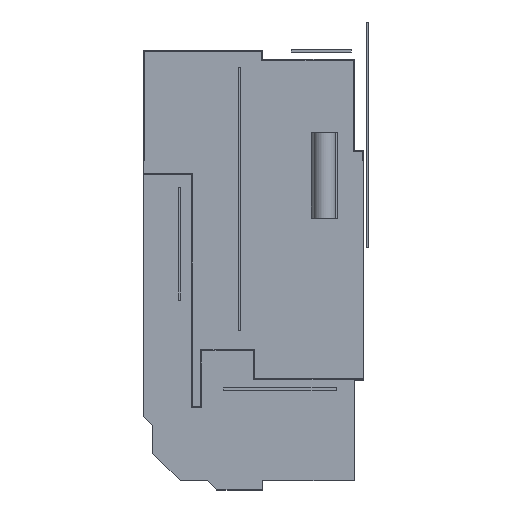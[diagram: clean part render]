
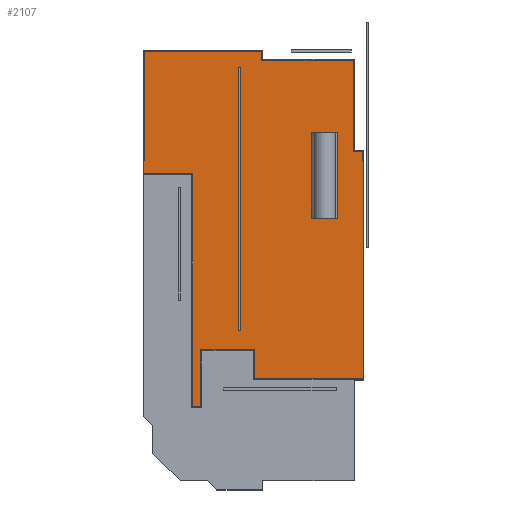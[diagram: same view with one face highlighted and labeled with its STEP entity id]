
A CAD part, top view. The second image highlights one B-rep face of the part: STEP entity #2107.
In plain terms, the highlighted planar face has unit normal (0, 0, 1).
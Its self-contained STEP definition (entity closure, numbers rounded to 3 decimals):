
#1607 = VERTEX_POINT('',#1608);
#1608 = CARTESIAN_POINT('',(13411.2,15849.6,0.));
#1625 = VERTEX_POINT('',#1626);
#1626 = CARTESIAN_POINT('',(13411.2,28041.6,0.));
#1632 = EDGE_CURVE('',#1607,#1625,#1633,.T.);
#1633 = LINE('',#1634,#1635);
#1634 = CARTESIAN_POINT('',(13411.2,15849.6,0.));
#1635 = VECTOR('',#1636,1.);
#1636 = DIRECTION('',(0.,1.,0.));
#1656 = VERTEX_POINT('',#1657);
#1657 = CARTESIAN_POINT('',(14630.4,15849.6,0.));
#1663 = EDGE_CURVE('',#1607,#1656,#1664,.T.);
#1664 = LINE('',#1665,#1666);
#1665 = CARTESIAN_POINT('',(13411.2,15849.6,0.));
#1666 = VECTOR('',#1667,1.);
#1667 = DIRECTION('',(1.,0.,0.));
#1687 = VERTEX_POINT('',#1688);
#1688 = CARTESIAN_POINT('',(14630.4,-14630.4,0.));
#1694 = EDGE_CURVE('',#1656,#1687,#1695,.T.);
#1695 = LINE('',#1696,#1697);
#1696 = CARTESIAN_POINT('',(14630.4,15849.6,0.));
#1697 = VECTOR('',#1698,1.);
#1698 = DIRECTION('',(0.,-1.,0.));
#1718 = VERTEX_POINT('',#1719);
#1719 = CARTESIAN_POINT('',(13411.2,-14630.4,0.));
#1725 = EDGE_CURVE('',#1687,#1718,#1726,.T.);
#1726 = LINE('',#1727,#1728);
#1727 = CARTESIAN_POINT('',(14630.4,-14630.4,0.));
#1728 = VECTOR('',#1729,1.);
#1729 = DIRECTION('',(-1.,0.,0.));
#1749 = VERTEX_POINT('',#1750);
#1750 = CARTESIAN_POINT('',(13411.2,-28041.6,0.));
#1756 = EDGE_CURVE('',#1718,#1749,#1757,.T.);
#1757 = LINE('',#1758,#1759);
#1758 = CARTESIAN_POINT('',(13411.2,-14630.4,0.));
#1759 = VECTOR('',#1760,1.);
#1760 = DIRECTION('',(0.,-1.,0.));
#1780 = VERTEX_POINT('',#1781);
#1781 = CARTESIAN_POINT('',(1219.2,-28041.6,0.));
#1787 = EDGE_CURVE('',#1749,#1780,#1788,.T.);
#1788 = LINE('',#1789,#1790);
#1789 = CARTESIAN_POINT('',(13411.2,-28041.6,0.));
#1790 = VECTOR('',#1791,1.);
#1791 = DIRECTION('',(-1.,0.,0.));
#1811 = VERTEX_POINT('',#1812);
#1812 = CARTESIAN_POINT('',(1219.2,-29260.8,0.));
#1818 = EDGE_CURVE('',#1780,#1811,#1819,.T.);
#1819 = LINE('',#1820,#1821);
#1820 = CARTESIAN_POINT('',(1219.2,-28041.6,0.));
#1821 = VECTOR('',#1822,1.);
#1822 = DIRECTION('',(0.,-1.,0.));
#1842 = VERTEX_POINT('',#1843);
#1843 = CARTESIAN_POINT('',(-4876.8,-29260.8,0.));
#1849 = EDGE_CURVE('',#1811,#1842,#1850,.T.);
#1850 = LINE('',#1851,#1852);
#1851 = CARTESIAN_POINT('',(1219.2,-29260.8,0.));
#1852 = VECTOR('',#1853,1.);
#1853 = DIRECTION('',(-1.,0.,0.));
#1873 = VERTEX_POINT('',#1874);
#1874 = CARTESIAN_POINT('',(-6096.,-28041.6,0.));
#1880 = EDGE_CURVE('',#1842,#1873,#1881,.T.);
#1881 = LINE('',#1882,#1883);
#1882 = CARTESIAN_POINT('',(-4876.8,-29260.8,0.));
#1883 = VECTOR('',#1884,1.);
#1884 = DIRECTION('',(-0.707,0.707,0.));
#1895 = VERTEX_POINT('',#1896);
#1896 = CARTESIAN_POINT('',(-9753.6,-28041.6,0.));
#1911 = EDGE_CURVE('',#1895,#1873,#1912,.T.);
#1912 = LINE('',#1913,#1914);
#1913 = CARTESIAN_POINT('',(-9753.6,-28041.6,0.));
#1914 = VECTOR('',#1915,1.);
#1915 = DIRECTION('',(1.,0.,0.));
#1926 = VERTEX_POINT('',#1927);
#1927 = CARTESIAN_POINT('',(-13411.2,-24384.,0.));
#1942 = EDGE_CURVE('',#1926,#1895,#1943,.T.);
#1943 = LINE('',#1944,#1945);
#1944 = CARTESIAN_POINT('',(-13411.2,-24384.,0.));
#1945 = VECTOR('',#1946,1.);
#1946 = DIRECTION('',(0.707,-0.707,0.));
#1957 = VERTEX_POINT('',#1958);
#1958 = CARTESIAN_POINT('',(-13411.2,-20726.4,0.));
#1973 = EDGE_CURVE('',#1957,#1926,#1974,.T.);
#1974 = LINE('',#1975,#1976);
#1975 = CARTESIAN_POINT('',(-13411.2,-20726.4,0.));
#1976 = VECTOR('',#1977,1.);
#1977 = DIRECTION('',(0.,-1.,0.));
#1988 = VERTEX_POINT('',#1989);
#1989 = CARTESIAN_POINT('',(-14630.4,-19507.2,0.));
#2004 = EDGE_CURVE('',#1988,#1957,#2005,.T.);
#2005 = LINE('',#2006,#2007);
#2006 = CARTESIAN_POINT('',(-14630.4,-19507.2,0.));
#2007 = VECTOR('',#2008,1.);
#2008 = DIRECTION('',(0.707,-0.707,0.));
#2028 = VERTEX_POINT('',#2029);
#2029 = CARTESIAN_POINT('',(1219.2,28041.6,0.));
#2035 = EDGE_CURVE('',#1625,#2028,#2036,.T.);
#2036 = LINE('',#2037,#2038);
#2037 = CARTESIAN_POINT('',(13411.2,28041.6,0.));
#2038 = VECTOR('',#2039,1.);
#2039 = DIRECTION('',(-1.,0.,0.));
#2050 = VERTEX_POINT('',#2051);
#2051 = CARTESIAN_POINT('',(1219.2,29260.8,0.));
#2068 = VERTEX_POINT('',#2069);
#2069 = CARTESIAN_POINT('',(-14630.4,29260.8,0.));
#2075 = EDGE_CURVE('',#2050,#2068,#2076,.T.);
#2076 = LINE('',#2077,#2078);
#2077 = CARTESIAN_POINT('',(1219.2,29260.8,0.));
#2078 = VECTOR('',#2079,1.);
#2079 = DIRECTION('',(-1.,0.,0.));
#2097 = EDGE_CURVE('',#2028,#2050,#2098,.T.);
#2098 = LINE('',#2099,#2100);
#2099 = CARTESIAN_POINT('',(1219.2,28041.6,0.));
#2100 = VECTOR('',#2101,1.);
#2101 = DIRECTION('',(0.,1.,0.));
#2107 = ADVANCED_FACE('',(#2108),#2132,.T.);
#2108 = FACE_BOUND('',#2109,.F.);
#2109 = EDGE_LOOP('',(#2110,#2111,#2112,#2113,#2114,#2115,#2116,#2117,
    #2118,#2119,#2120,#2121,#2122,#2123,#2129,#2130,#2131));
#2110 = ORIENTED_EDGE('',*,*,#1632,.F.);
#2111 = ORIENTED_EDGE('',*,*,#1663,.T.);
#2112 = ORIENTED_EDGE('',*,*,#1694,.T.);
#2113 = ORIENTED_EDGE('',*,*,#1725,.T.);
#2114 = ORIENTED_EDGE('',*,*,#1756,.T.);
#2115 = ORIENTED_EDGE('',*,*,#1787,.T.);
#2116 = ORIENTED_EDGE('',*,*,#1818,.T.);
#2117 = ORIENTED_EDGE('',*,*,#1849,.T.);
#2118 = ORIENTED_EDGE('',*,*,#1880,.T.);
#2119 = ORIENTED_EDGE('',*,*,#1911,.F.);
#2120 = ORIENTED_EDGE('',*,*,#1942,.F.);
#2121 = ORIENTED_EDGE('',*,*,#1973,.F.);
#2122 = ORIENTED_EDGE('',*,*,#2004,.F.);
#2123 = ORIENTED_EDGE('',*,*,#2124,.F.);
#2124 = EDGE_CURVE('',#2068,#1988,#2125,.T.);
#2125 = LINE('',#2126,#2127);
#2126 = CARTESIAN_POINT('',(-14630.4,29260.8,0.));
#2127 = VECTOR('',#2128,1.);
#2128 = DIRECTION('',(0.,-1.,0.));
#2129 = ORIENTED_EDGE('',*,*,#2075,.F.);
#2130 = ORIENTED_EDGE('',*,*,#2097,.F.);
#2131 = ORIENTED_EDGE('',*,*,#2035,.F.);
#2132 = PLANE('',#2133);
#2133 = AXIS2_PLACEMENT_3D('',#2134,#2135,#2136);
#2134 = CARTESIAN_POINT('',(13.547,697.573,0.));
#2135 = DIRECTION('',(0.,0.,1.));
#2136 = DIRECTION('',(1.,0.,0.));
